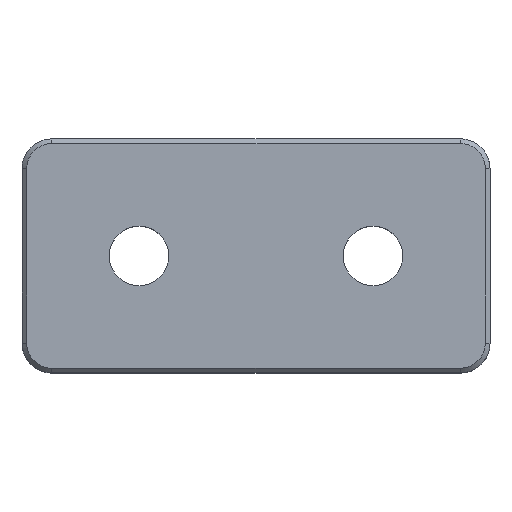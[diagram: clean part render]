
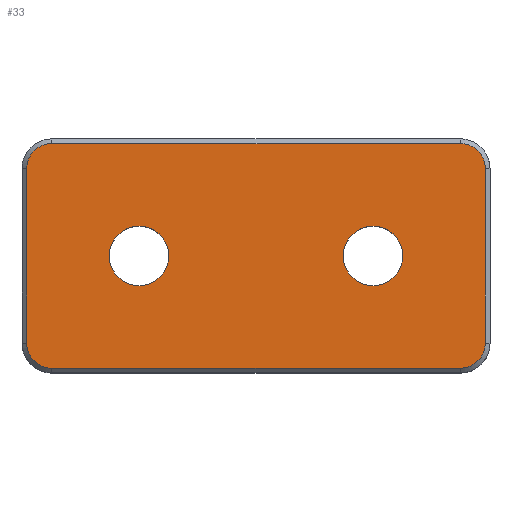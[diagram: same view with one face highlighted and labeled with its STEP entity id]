
A CAD part, top view. The second image highlights one B-rep face of the part: STEP entity #33.
In plain terms, the highlighted planar face has unit normal (0, 0, 1).
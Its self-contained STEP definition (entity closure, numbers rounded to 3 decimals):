
#26=FACE_BOUND($,#80,.T.);
#27=FACE_BOUND($,#81,.T.);
#33=ADVANCED_FACE($,(#55,#26,#27),#307,.T.);
#55=FACE_OUTER_BOUND($,#79,.T.);
#79=EDGE_LOOP($,(#126,#127,#128,#129,#130,#131,#132,#133));
#80=EDGE_LOOP($,(#134,#135));
#81=EDGE_LOOP($,(#136,#137));
#126=ORIENTED_EDGE($,*,*,#218,.T.);
#127=ORIENTED_EDGE($,*,*,#223,.T.);
#128=ORIENTED_EDGE($,*,*,#224,.T.);
#129=ORIENTED_EDGE($,*,*,#221,.T.);
#130=ORIENTED_EDGE($,*,*,#220,.T.);
#131=ORIENTED_EDGE($,*,*,#225,.T.);
#132=ORIENTED_EDGE($,*,*,#222,.T.);
#133=ORIENTED_EDGE($,*,*,#219,.T.);
#134=ORIENTED_EDGE($,*,*,#250,.F.);
#135=ORIENTED_EDGE($,*,*,#243,.F.);
#136=ORIENTED_EDGE($,*,*,#253,.F.);
#137=ORIENTED_EDGE($,*,*,#246,.F.);
#218=EDGE_CURVE($,#264,#265,#333,.T.);
#219=EDGE_CURVE($,#266,#264,#334,.T.);
#220=EDGE_CURVE($,#267,#268,#335,.T.);
#221=EDGE_CURVE($,#269,#267,#336,.T.);
#222=EDGE_CURVE($,#270,#266,#337,.T.);
#223=EDGE_CURVE($,#265,#271,#338,.T.);
#224=EDGE_CURVE($,#271,#269,#339,.T.);
#225=EDGE_CURVE($,#268,#270,#340,.T.);
#243=EDGE_CURVE($,#279,#283,#321,.T.);
#246=EDGE_CURVE($,#281,#285,#323,.T.);
#250=EDGE_CURVE($,#283,#279,#325,.T.);
#253=EDGE_CURVE($,#285,#281,#327,.T.);
#264=VERTEX_POINT($,#794);
#265=VERTEX_POINT($,#795);
#266=VERTEX_POINT($,#796);
#267=VERTEX_POINT($,#797);
#268=VERTEX_POINT($,#798);
#269=VERTEX_POINT($,#799);
#270=VERTEX_POINT($,#800);
#271=VERTEX_POINT($,#801);
#279=VERTEX_POINT($,#809);
#281=VERTEX_POINT($,#811);
#283=VERTEX_POINT($,#813);
#285=VERTEX_POINT($,#815);
#307=PLANE($,#385);
#321=(
BOUNDED_CURVE()
B_SPLINE_CURVE(2,(#559,#560,#561,#562,#563),.UNSPECIFIED.,.F.,.F.)
B_SPLINE_CURVE_WITH_KNOTS((3,2,3),(-39.894,-29.92,-19.947),
.UNSPECIFIED.)
CURVE()
GEOMETRIC_REPRESENTATION_ITEM()
RATIONAL_B_SPLINE_CURVE((1.,0.707,1.,0.707,1.))
REPRESENTATION_ITEM($)
);
#323=(
BOUNDED_CURVE()
B_SPLINE_CURVE(2,(#571,#572,#573,#574,#575),.UNSPECIFIED.,.F.,.F.)
B_SPLINE_CURVE_WITH_KNOTS((3,2,3),(-39.894,-29.92,-19.947),
.UNSPECIFIED.)
CURVE()
GEOMETRIC_REPRESENTATION_ITEM()
RATIONAL_B_SPLINE_CURVE((1.,0.707,1.,0.707,1.))
REPRESENTATION_ITEM($)
);
#325=(
BOUNDED_CURVE()
B_SPLINE_CURVE(2,(#585,#586,#587,#588,#589),.UNSPECIFIED.,.F.,.F.)
B_SPLINE_CURVE_WITH_KNOTS((3,2,3),(-19.947,-9.973,0.),
.UNSPECIFIED.)
CURVE()
GEOMETRIC_REPRESENTATION_ITEM()
RATIONAL_B_SPLINE_CURVE((1.,0.707,1.,0.707,1.))
REPRESENTATION_ITEM($)
);
#327=(
BOUNDED_CURVE()
B_SPLINE_CURVE(2,(#597,#598,#599,#600,#601),.UNSPECIFIED.,.F.,.F.)
B_SPLINE_CURVE_WITH_KNOTS((3,2,3),(-19.947,-9.973,0.),
.UNSPECIFIED.)
CURVE()
GEOMETRIC_REPRESENTATION_ITEM()
RATIONAL_B_SPLINE_CURVE((1.,0.707,1.,0.707,1.))
REPRESENTATION_ITEM($)
);
#333=B_SPLINE_CURVE_WITH_KNOTS($,3,(#450,#451,#452,#453,#454,#455,#456),
.UNSPECIFIED.,.F.,.F.,(4,1,1,1,4),(0.,1.95,
4.063,6.187,8.403),.UNSPECIFIED.);
#334=B_SPLINE_CURVE_WITH_KNOTS($,3,(#457,#458,#459,#460),.UNSPECIFIED.,.F.,
.F.,(4,4),(0.,87.3),.UNSPECIFIED.);
#335=B_SPLINE_CURVE_WITH_KNOTS($,3,(#461,#462,#463,#464,#465,#466,#467),
.UNSPECIFIED.,.F.,.F.,(4,1,1,1,4),(0.,1.95,
4.063,6.187,8.403),.UNSPECIFIED.);
#336=B_SPLINE_CURVE_WITH_KNOTS($,3,(#468,#469,#470,#471),.UNSPECIFIED.,.F.,
.F.,(4,4),(0.,87.3),.UNSPECIFIED.);
#337=B_SPLINE_CURVE_WITH_KNOTS($,3,(#472,#473,#474,#475,#476,#477,#478),
.UNSPECIFIED.,.F.,.F.,(4,1,1,1,4),(0.,1.95,
4.063,6.187,8.403),.UNSPECIFIED.);
#338=B_SPLINE_CURVE_WITH_KNOTS($,3,(#479,#480,#481,#482),.UNSPECIFIED.,.F.,
.F.,(4,4),(0.,37.3),.UNSPECIFIED.);
#339=B_SPLINE_CURVE_WITH_KNOTS($,3,(#483,#484,#485,#486,#487,#488,#489),
.UNSPECIFIED.,.F.,.F.,(4,1,1,1,4),(0.,1.95,
4.063,6.187,8.403),.UNSPECIFIED.);
#340=B_SPLINE_CURVE_WITH_KNOTS($,3,(#490,#491,#492,#493),.UNSPECIFIED.,.F.,
.F.,(4,4),(0.,37.3),.UNSPECIFIED.);
#385=AXIS2_PLACEMENT_3D($,#607,#394,$);
#394=DIRECTION($,(0.,0.,1.));
#450=CARTESIAN_POINT($,(-43.65,24.,30.));
#451=CARTESIAN_POINT($,(-44.3,24.,30.));
#452=CARTESIAN_POINT($,(-45.655,23.751,30.));
#453=CARTESIAN_POINT($,(-47.434,22.63,30.));
#454=CARTESIAN_POINT($,(-48.696,20.835,30.));
#455=CARTESIAN_POINT($,(-49.001,19.389,30.));
#456=CARTESIAN_POINT($,(-49.,18.65,30.));
#457=CARTESIAN_POINT($,(43.65,24.,30.));
#458=CARTESIAN_POINT($,(14.55,24.,30.));
#459=CARTESIAN_POINT($,(-14.55,24.,30.));
#460=CARTESIAN_POINT($,(-43.65,24.,30.));
#461=CARTESIAN_POINT($,(43.65,-24.,30.));
#462=CARTESIAN_POINT($,(44.3,-24.,30.));
#463=CARTESIAN_POINT($,(45.655,-23.751,30.));
#464=CARTESIAN_POINT($,(47.434,-22.63,30.));
#465=CARTESIAN_POINT($,(48.696,-20.835,30.));
#466=CARTESIAN_POINT($,(49.001,-19.389,30.));
#467=CARTESIAN_POINT($,(49.,-18.65,30.));
#468=CARTESIAN_POINT($,(-43.65,-24.,30.));
#469=CARTESIAN_POINT($,(-14.55,-24.,30.));
#470=CARTESIAN_POINT($,(14.55,-24.,30.));
#471=CARTESIAN_POINT($,(43.65,-24.,30.));
#472=CARTESIAN_POINT($,(49.,18.65,30.));
#473=CARTESIAN_POINT($,(49.,19.3,30.));
#474=CARTESIAN_POINT($,(48.751,20.655,30.));
#475=CARTESIAN_POINT($,(47.63,22.434,30.));
#476=CARTESIAN_POINT($,(45.835,23.696,30.));
#477=CARTESIAN_POINT($,(44.389,24.001,30.));
#478=CARTESIAN_POINT($,(43.65,24.,30.));
#479=CARTESIAN_POINT($,(-49.,18.65,30.));
#480=CARTESIAN_POINT($,(-49.,6.217,30.));
#481=CARTESIAN_POINT($,(-49.,-6.217,30.));
#482=CARTESIAN_POINT($,(-49.,-18.65,30.));
#483=CARTESIAN_POINT($,(-49.,-18.65,30.));
#484=CARTESIAN_POINT($,(-49.,-19.3,30.));
#485=CARTESIAN_POINT($,(-48.751,-20.655,30.));
#486=CARTESIAN_POINT($,(-47.63,-22.434,30.));
#487=CARTESIAN_POINT($,(-45.835,-23.696,30.));
#488=CARTESIAN_POINT($,(-44.389,-24.001,30.));
#489=CARTESIAN_POINT($,(-43.65,-24.,30.));
#490=CARTESIAN_POINT($,(49.,-18.65,30.));
#491=CARTESIAN_POINT($,(49.,-6.217,30.));
#492=CARTESIAN_POINT($,(49.,6.217,30.));
#493=CARTESIAN_POINT($,(49.,18.65,30.));
#559=CARTESIAN_POINT($,(-25.,6.35,30.));
#560=CARTESIAN_POINT($,(-31.35,6.35,30.));
#561=CARTESIAN_POINT($,(-31.35,0.,30.));
#562=CARTESIAN_POINT($,(-31.35,-6.35,30.));
#563=CARTESIAN_POINT($,(-25.,-6.35,30.));
#571=CARTESIAN_POINT($,(25.,6.35,30.));
#572=CARTESIAN_POINT($,(18.65,6.35,30.));
#573=CARTESIAN_POINT($,(18.65,0.,30.));
#574=CARTESIAN_POINT($,(18.65,-6.35,30.));
#575=CARTESIAN_POINT($,(25.,-6.35,30.));
#585=CARTESIAN_POINT($,(-25.,-6.35,30.));
#586=CARTESIAN_POINT($,(-18.65,-6.35,30.));
#587=CARTESIAN_POINT($,(-18.65,0.,30.));
#588=CARTESIAN_POINT($,(-18.65,6.35,30.));
#589=CARTESIAN_POINT($,(-25.,6.35,30.));
#597=CARTESIAN_POINT($,(25.,-6.35,30.));
#598=CARTESIAN_POINT($,(31.35,-6.35,30.));
#599=CARTESIAN_POINT($,(31.35,0.,30.));
#600=CARTESIAN_POINT($,(31.35,6.35,30.));
#601=CARTESIAN_POINT($,(25.,6.35,30.));
#607=CARTESIAN_POINT($,(-49.98,-24.48,30.));
#794=CARTESIAN_POINT($,(-43.65,24.,30.));
#795=CARTESIAN_POINT($,(-49.,18.65,30.));
#796=CARTESIAN_POINT($,(43.65,24.,30.));
#797=CARTESIAN_POINT($,(43.65,-24.,30.));
#798=CARTESIAN_POINT($,(49.,-18.65,30.));
#799=CARTESIAN_POINT($,(-43.65,-24.,30.));
#800=CARTESIAN_POINT($,(49.,18.65,30.));
#801=CARTESIAN_POINT($,(-49.,-18.65,30.));
#809=CARTESIAN_POINT($,(-25.,6.35,30.));
#811=CARTESIAN_POINT($,(25.,6.35,30.));
#813=CARTESIAN_POINT($,(-25.,-6.35,30.));
#815=CARTESIAN_POINT($,(25.,-6.35,30.));
